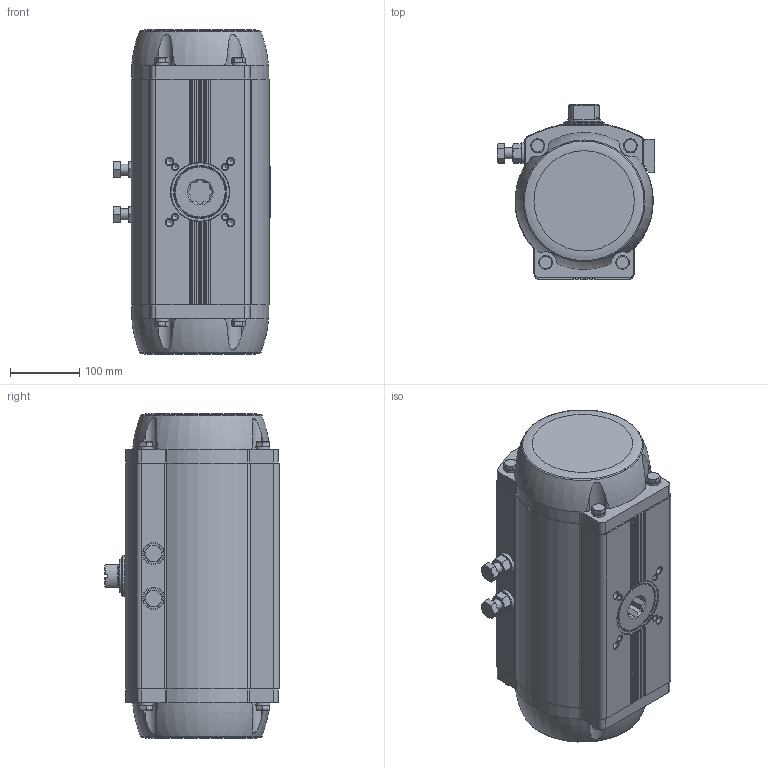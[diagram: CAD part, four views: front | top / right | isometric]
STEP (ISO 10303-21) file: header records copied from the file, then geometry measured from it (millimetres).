
FILE_DESCRIPTION(/* description */ ('STEP AP214'),/* implementation_level */ '2;1');
FILE_NAME(/* name */ '8084141_DFPD-N-900-RP-90-RS60-F1012-R3-EP',/* time_stamp */ '2024-08-15T20:52:50+02:00',/* author */ ('License CC BY-ND 4.0'),/* organization */ ('CADENAS'),/* preprocessor_version */ 'ST-DEVELOPER v19.3',/* originating_system */ 'PARTsolutions',/* authorisation */ ' ');
FILE_SCHEMA (('AUTOMOTIVE_DESIGN {1 0 10303 214 3 1 1}'));
Length unit declared in the file: millimetre
Products named in the file (6): 8084141 DFPD-N-900-RP-90-RS60-F1012-R3-EP---(0); 8042194 DFPD-N-900-90-RS-F10-------(housing); 8042194 DFPD-900(F10_0)---(shaft); 5235794 SCHEIBE 16.3X30X5-1.4301; 4952071 DFPD-900/1200; DIN 934 - M16(F)
Assembly tree (8 placements, depth 2):
  8084141 DFPD-N-900-RP-90-RS60-F1012-R3-EP---(0)
    8042194 DFPD-N-900-90-RS-F10-------(housing)
    8042194 DFPD-900(F10_0)---(shaft)
    5235794 SCHEIBE 16.3X30X5-1.4301  x2
    4952071 DFPD-900/1200  x2
    DIN 934 - M16(F)  x2
Bounding box: 227.5 x 252.7 x 469.6 mm (x, y, z)
Volume: 16649817.2 mm3; surface area: 561487.3 mm2
Topology: 8 solids, 8 shells, 697 faces, 1697 edges, 1076 vertices
Faces by surface type: plane 326, cylinder 185, cone 141, torus 43, sphere 2
Full cylindrical faces by diameter (mm): 2.5 x2, 4.134 x8, 4.917 x1, 8.376 x4, 8.5 x2, 10 x2, 10.106 x4, 13.835 x4, 14 x2, 16 x2, 16.3 x2, 20 x8, 22.5 x4, 30 x2, 32 x2, 38 x1, 45.5 x1, 48 x2, 48.2 x1, 53 x1, 58.5 x1, 60 x2, 71.5 x2, 74.4 x1, 74.6 x1, 76.6 x1, 85 x1
Entity records: 19072 total; most frequent: CARTESIAN_POINT 4184, DIRECTION 3058, ORIENTED_EDGE 2852, EDGE_CURVE 1426, AXIS2_PLACEMENT_3D 1204, VERTEX_POINT 1004, FACE_BOUND 892, EDGE_LOOP 875
